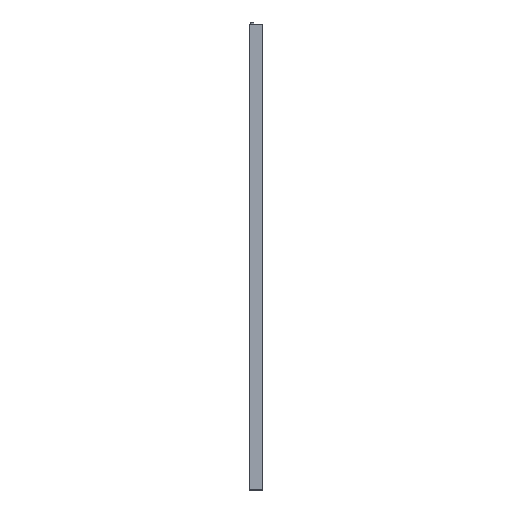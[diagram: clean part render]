
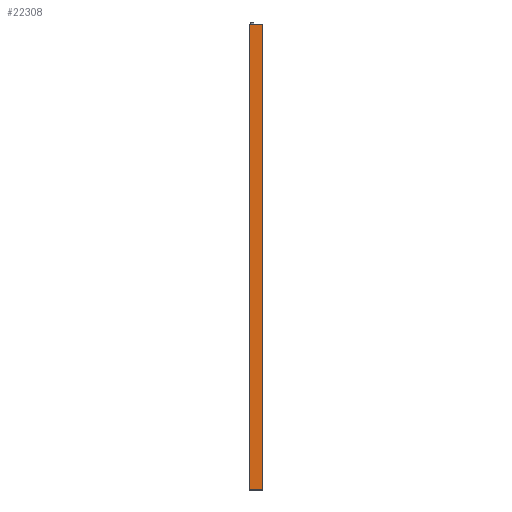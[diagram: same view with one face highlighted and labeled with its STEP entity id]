
A CAD part, left-side view. The second image highlights one B-rep face of the part: STEP entity #22308.
In plain terms, the highlighted planar face has unit normal (-1, 0, 0).
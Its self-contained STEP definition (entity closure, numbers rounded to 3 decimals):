
#2280 = VERTEX_POINT ( 'NONE', #13041 ) ;
#3023 = DIRECTION ( 'NONE',  ( 1., 0., 0. ) ) ;
#3116 = ORIENTED_EDGE ( 'NONE', *, *, #17143, .T. ) ;
#3601 = ORIENTED_EDGE ( 'NONE', *, *, #7198, .F. ) ;
#4091 = EDGE_CURVE ( 'NONE', #21161, #8785, #12499, .T. ) ;
#5131 = VECTOR ( 'NONE', #25628, 1000. ) ;
#5470 = LINE ( 'NONE', #10622, #28441 ) ;
#5904 = CARTESIAN_POINT ( 'NONE',  ( -14., 0., 959. ) ) ;
#5976 = DIRECTION ( 'NONE',  ( 0., 0., -1. ) ) ;
#7198 = EDGE_CURVE ( 'NONE', #8785, #21180, #25995, .T. ) ;
#8785 = VERTEX_POINT ( 'NONE', #5904 ) ;
#10622 = CARTESIAN_POINT ( 'NONE',  ( -14., 0., 0. ) ) ;
#12499 = LINE ( 'NONE', #35126, #21504 ) ;
#13041 = CARTESIAN_POINT ( 'NONE',  ( -14., 27.2, 0. ) ) ;
#13223 = DIRECTION ( 'NONE',  ( 0., -1., 0. ) ) ;
#15391 = CARTESIAN_POINT ( 'NONE',  ( -14., 27.2, 959. ) ) ;
#16986 = FACE_OUTER_BOUND ( 'NONE', #32625, .T. ) ;
#17143 = EDGE_CURVE ( 'NONE', #21161, #2280, #31514, .T. ) ;
#17413 = CARTESIAN_POINT ( 'NONE',  ( -14., 0., 0. ) ) ;
#19246 = VECTOR ( 'NONE', #28569, 1000. ) ;
#20489 = CARTESIAN_POINT ( 'NONE',  ( -14., 0., 959. ) ) ;
#21097 = ORIENTED_EDGE ( 'NONE', *, *, #36257, .T. ) ;
#21161 = VERTEX_POINT ( 'NONE', #15391 ) ;
#21180 = VERTEX_POINT ( 'NONE', #17413 ) ;
#21504 = VECTOR ( 'NONE', #13223, 1000. ) ;
#22308 = ADVANCED_FACE ( 'NONE', ( #16986 ), #30427, .F. ) ;
#25628 = DIRECTION ( 'NONE',  ( 0., 0., -1. ) ) ;
#25995 = LINE ( 'NONE', #20489, #5131 ) ;
#26078 = ORIENTED_EDGE ( 'NONE', *, *, #4091, .F. ) ;
#27850 = CARTESIAN_POINT ( 'NONE',  ( -14., 0., 959. ) ) ;
#28441 = VECTOR ( 'NONE', #33407, 1000. ) ;
#28569 = DIRECTION ( 'NONE',  ( 0., 0., -1. ) ) ;
#28929 = CARTESIAN_POINT ( 'NONE',  ( -14., 27.2, 959. ) ) ;
#30427 = PLANE ( 'NONE',  #31581 ) ;
#31514 = LINE ( 'NONE', #28929, #19246 ) ;
#31581 = AXIS2_PLACEMENT_3D ( 'NONE', #27850, #3023, #5976 ) ;
#32625 = EDGE_LOOP ( 'NONE', ( #21097, #3601, #26078, #3116 ) ) ;
#33407 = DIRECTION ( 'NONE',  ( 0., -1., 0. ) ) ;
#35126 = CARTESIAN_POINT ( 'NONE',  ( -14., 0., 959. ) ) ;
#36257 = EDGE_CURVE ( 'NONE', #2280, #21180, #5470, .T. ) ;
